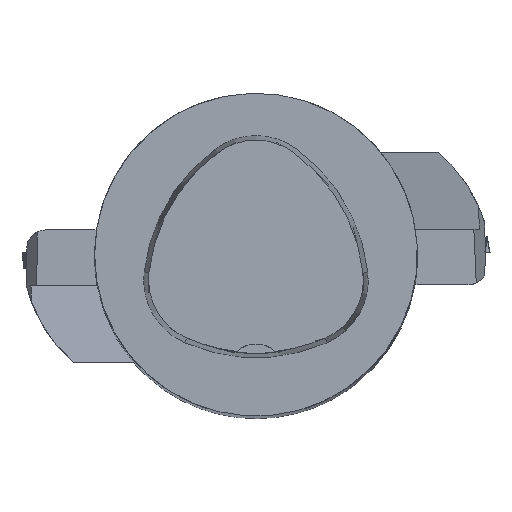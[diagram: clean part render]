
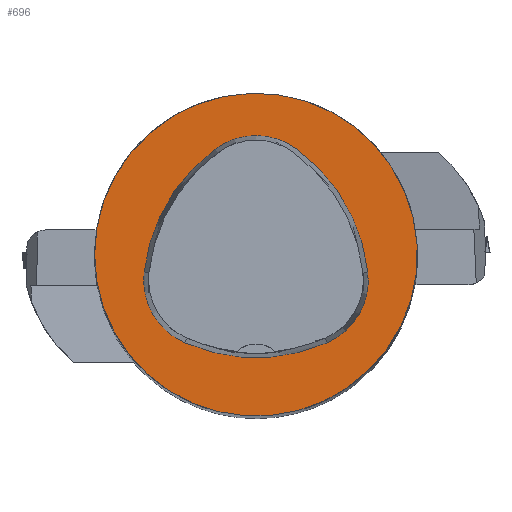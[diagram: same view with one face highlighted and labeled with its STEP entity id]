
A CAD part, top view. The second image highlights one B-rep face of the part: STEP entity #696.
In plain terms, the highlighted planar face has unit normal (0, 0, 1).
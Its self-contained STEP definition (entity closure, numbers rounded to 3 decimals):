
#310=FACE_BOUND('',#1214,.T.);
#311=FACE_BOUND('',#1215,.T.);
#525=CIRCLE('',#3901,40.);
#530=CIRCLE('',#3930,44.);
#532=CIRCLE('',#3933,17.);
#534=CIRCLE('',#3936,44.);
#536=CIRCLE('',#3939,17.);
#540=CIRCLE('',#3944,44.);
#542=CIRCLE('',#3947,17.);
#696=ADVANCED_FACE('',(#310,#311),#837,.T.);
#837=PLANE('',#3952);
#1214=EDGE_LOOP('',(#2031,#2032,#2033,#2034,#2035,#2036));
#1215=EDGE_LOOP('',(#2037));
#2031=ORIENTED_EDGE('',*,*,#2914,.T.);
#2032=ORIENTED_EDGE('',*,*,#2894,.T.);
#2033=ORIENTED_EDGE('',*,*,#2898,.T.);
#2034=ORIENTED_EDGE('',*,*,#2901,.T.);
#2035=ORIENTED_EDGE('',*,*,#2904,.T.);
#2036=ORIENTED_EDGE('',*,*,#2912,.T.);
#2037=ORIENTED_EDGE('',*,*,#2859,.F.);
#2445=VERTEX_POINT('',#6113);
#2464=VERTEX_POINT('',#6185);
#2465=VERTEX_POINT('',#6186);
#2468=VERTEX_POINT('',#6194);
#2470=VERTEX_POINT('',#6200);
#2472=VERTEX_POINT('',#6206);
#2479=VERTEX_POINT('',#6227);
#2859=EDGE_CURVE('',#2445,#2445,#525,.T.);
#2894=EDGE_CURVE('',#2464,#2465,#530,.T.);
#2898=EDGE_CURVE('',#2465,#2468,#532,.T.);
#2901=EDGE_CURVE('',#2468,#2470,#534,.T.);
#2904=EDGE_CURVE('',#2470,#2472,#536,.T.);
#2912=EDGE_CURVE('',#2472,#2479,#540,.T.);
#2914=EDGE_CURVE('',#2479,#2464,#542,.T.);
#3901=AXIS2_PLACEMENT_3D('',#6112,#4634,#4635);
#3930=AXIS2_PLACEMENT_3D('',#6184,#4716,#4717);
#3933=AXIS2_PLACEMENT_3D('',#6193,#4724,#4725);
#3936=AXIS2_PLACEMENT_3D('',#6199,#4731,#4732);
#3939=AXIS2_PLACEMENT_3D('',#6205,#4738,#4739);
#3944=AXIS2_PLACEMENT_3D('',#6228,#4750,#4751);
#3947=AXIS2_PLACEMENT_3D('',#6231,#4756,#4757);
#3952=AXIS2_PLACEMENT_3D('',#6236,#4766,#4767);
#4634=DIRECTION('',(0.,0.,-1.));
#4635=DIRECTION('',(-1.,0.,0.));
#4716=DIRECTION('',(0.,0.,-1.));
#4717=DIRECTION('',(-1.,0.,0.));
#4724=DIRECTION('',(0.,0.,-1.));
#4725=DIRECTION('',(-1.,0.,0.));
#4731=DIRECTION('',(0.,0.,-1.));
#4732=DIRECTION('',(-1.,0.,0.));
#4738=DIRECTION('',(0.,0.,-1.));
#4739=DIRECTION('',(-1.,0.,0.));
#4750=DIRECTION('',(0.,0.,-1.));
#4751=DIRECTION('',(-1.,0.,0.));
#4756=DIRECTION('',(0.,0.,-1.));
#4757=DIRECTION('',(-1.,0.,0.));
#4766=DIRECTION('',(0.,0.,1.));
#4767=DIRECTION('',(-1.,0.,0.));
#6112=CARTESIAN_POINT('',(0.,0.,0.));
#6113=CARTESIAN_POINT('',(-40.,0.,0.));
#6184=CARTESIAN_POINT('',(16.01,-9.224,0.));
#6185=CARTESIAN_POINT('',(-27.722,-4.378,0.));
#6186=CARTESIAN_POINT('',(-10.119,26.178,0.));
#6193=CARTESIAN_POINT('',(-0.023,12.5,0.));
#6194=CARTESIAN_POINT('',(10.049,26.194,0.));
#6199=CARTESIAN_POINT('',(-16.021,-9.25,0.));
#6200=CARTESIAN_POINT('',(27.71,-4.394,0.));
#6205=CARTESIAN_POINT('',(10.814,-6.27,0.));
#6206=CARTESIAN_POINT('',(17.611,-21.852,0.));
#6227=CARTESIAN_POINT('',(-17.652,-21.819,0.));
#6228=CARTESIAN_POINT('',(0.017,18.477,0.));
#6231=CARTESIAN_POINT('',(-10.825,-6.25,0.));
#6236=CARTESIAN_POINT('',(0.,0.,0.));
